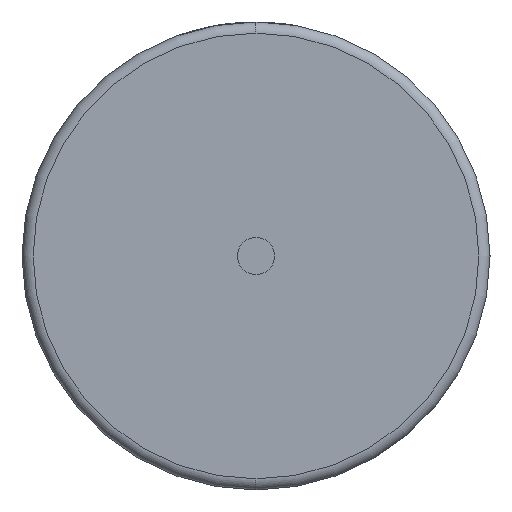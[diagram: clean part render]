
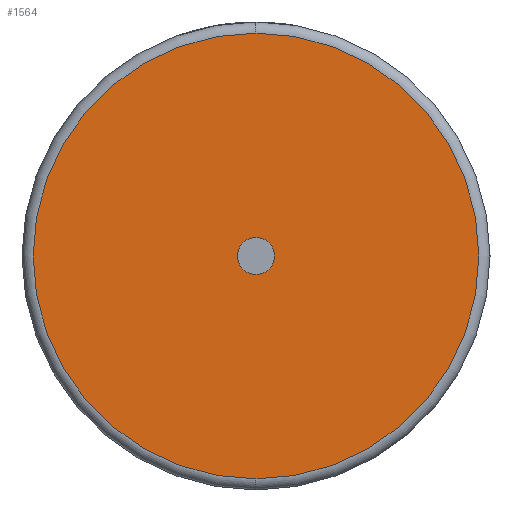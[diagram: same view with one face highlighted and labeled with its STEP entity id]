
A CAD part, left-side view. The second image highlights one B-rep face of the part: STEP entity #1564.
In plain terms, the highlighted planar face has unit normal (-1, 0, 0).
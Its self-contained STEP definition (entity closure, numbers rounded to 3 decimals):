
#18 = AXIS2_PLACEMENT_3D ( 'NONE', #742, #2638, #1906 ) ;
#127 = DIRECTION ( 'NONE',  ( -1., 0., 0. ) ) ;
#162 = ORIENTED_EDGE ( 'NONE', *, *, #2337, .F. ) ;
#213 = FACE_BOUND ( 'NONE', #363, .T. ) ;
#270 = ORIENTED_EDGE ( 'NONE', *, *, #2305, .F. ) ;
#282 = AXIS2_PLACEMENT_3D ( 'NONE', #4422, #3840, #4176 ) ;
#298 = DIRECTION ( 'NONE',  ( 0., 0., -1. ) ) ;
#332 = AXIS2_PLACEMENT_3D ( 'NONE', #4524, #127, #503 ) ;
#363 = EDGE_LOOP ( 'NONE', ( #270, #162 ) ) ;
#385 = EDGE_CURVE ( 'NONE', #3050, #4248, #2604, .T. ) ;
#433 = DIRECTION ( 'NONE',  ( 0., 0., -1. ) ) ;
#503 = DIRECTION ( 'NONE',  ( 0., 0., -1. ) ) ;
#742 = CARTESIAN_POINT ( 'NONE',  ( 0., 0., 0. ) ) ;
#989 = EDGE_CURVE ( 'NONE', #4248, #3050, #1033, .T. ) ;
#1033 = CIRCLE ( 'NONE', #18, 5. ) ;
#1058 = CARTESIAN_POINT ( 'NONE',  ( 0., 0., -0.415 ) ) ;
#1082 = DIRECTION ( 'NONE',  ( 1., 0., 0. ) ) ;
#1158 = ORIENTED_EDGE ( 'NONE', *, *, #989, .T. ) ;
#1366 = PLANE ( 'NONE',  #4446 ) ;
#1564 = ADVANCED_FACE ( 'NONE', ( #3676, #213 ), #1366, .F. ) ;
#1720 = CARTESIAN_POINT ( 'NONE',  ( 0., 0., 0. ) ) ;
#1813 = CARTESIAN_POINT ( 'NONE',  ( 0., 0., 5. ) ) ;
#1906 = DIRECTION ( 'NONE',  ( 0., 0., -1. ) ) ;
#2142 = ORIENTED_EDGE ( 'NONE', *, *, #385, .T. ) ;
#2251 = AXIS2_PLACEMENT_3D ( 'NONE', #4447, #2982, #433 ) ;
#2305 = EDGE_CURVE ( 'NONE', #2759, #2870, #3842, .T. ) ;
#2337 = EDGE_CURVE ( 'NONE', #2870, #2759, #4514, .T. ) ;
#2604 = CIRCLE ( 'NONE', #332, 5. ) ;
#2638 = DIRECTION ( 'NONE',  ( -1., 0., 0. ) ) ;
#2759 = VERTEX_POINT ( 'NONE', #1058 ) ;
#2870 = VERTEX_POINT ( 'NONE', #4770 ) ;
#2982 = DIRECTION ( 'NONE',  ( -1., 0., 0. ) ) ;
#3050 = VERTEX_POINT ( 'NONE', #1813 ) ;
#3300 = CARTESIAN_POINT ( 'NONE',  ( 0., 0., -5. ) ) ;
#3676 = FACE_OUTER_BOUND ( 'NONE', #4604, .T. ) ;
#3840 = DIRECTION ( 'NONE',  ( -1., 0., 0. ) ) ;
#3842 = CIRCLE ( 'NONE', #2251, 0.415 ) ;
#4176 = DIRECTION ( 'NONE',  ( 0., 0., -1. ) ) ;
#4248 = VERTEX_POINT ( 'NONE', #3300 ) ;
#4422 = CARTESIAN_POINT ( 'NONE',  ( 0., 0., 0. ) ) ;
#4446 = AXIS2_PLACEMENT_3D ( 'NONE', #1720, #1082, #298 ) ;
#4447 = CARTESIAN_POINT ( 'NONE',  ( 0., 0., 0. ) ) ;
#4514 = CIRCLE ( 'NONE', #282, 0.415 ) ;
#4524 = CARTESIAN_POINT ( 'NONE',  ( 0., 0., 0. ) ) ;
#4604 = EDGE_LOOP ( 'NONE', ( #1158, #2142 ) ) ;
#4770 = CARTESIAN_POINT ( 'NONE',  ( 0., 0., 0.415 ) ) ;
